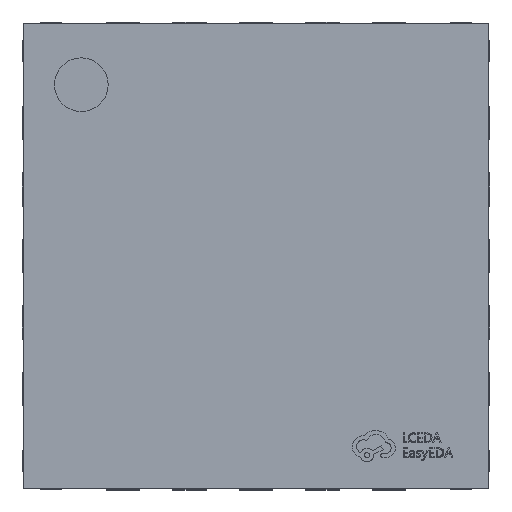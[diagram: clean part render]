
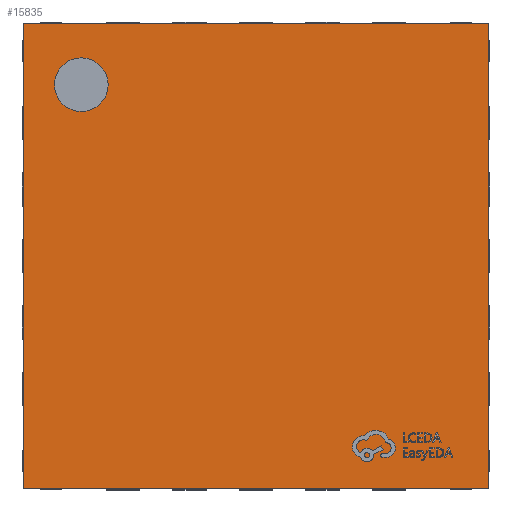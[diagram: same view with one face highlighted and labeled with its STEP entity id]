
A CAD part, top view. The second image highlights one B-rep face of the part: STEP entity #15835.
In plain terms, the highlighted planar face has unit normal (0, 0, 1).
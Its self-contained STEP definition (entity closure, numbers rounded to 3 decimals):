
#456 = FACE_BOUND ( 'NONE', #2522, .T. ) ;
#532 = CARTESIAN_POINT ( 'NONE',  ( 1.75, 1.75, 0.95 ) ) ;
#561 = CARTESIAN_POINT ( 'NONE',  ( -1.112, 1.287, 0.95 ) ) ;
#798 = DIRECTION ( 'NONE',  ( 0., -1., 0. ) ) ;
#947 = VECTOR ( 'NONE', #12407, 1000. ) ;
#1154 = CARTESIAN_POINT ( 'NONE',  ( 1.75, 1.75, 0.95 ) ) ;
#1178 = EDGE_LOOP ( 'NONE', ( #17337, #17183, #5773, #2034 ) ) ;
#1283 = DIRECTION ( 'NONE',  ( 1., 0., 0. ) ) ;
#1347 = DIRECTION ( 'NONE',  ( 1., 0., 0. ) ) ;
#2034 = ORIENTED_EDGE ( 'NONE', *, *, #13677, .T. ) ;
#2522 = EDGE_LOOP ( 'NONE', ( #3992, #12195 ) ) ;
#2604 = LINE ( 'NONE', #1154, #16453 ) ;
#2712 = FACE_OUTER_BOUND ( 'NONE', #1178, .T. ) ;
#2956 = DIRECTION ( 'NONE',  ( 0., 0., 1. ) ) ;
#3562 = CARTESIAN_POINT ( 'NONE',  ( -1.75, 1.75, 0.95 ) ) ;
#3575 = CARTESIAN_POINT ( 'NONE',  ( -1.75, 1.75, 0.95 ) ) ;
#3992 = ORIENTED_EDGE ( 'NONE', *, *, #6042, .F. ) ;
#4457 = VERTEX_POINT ( 'NONE', #3575 ) ;
#4676 = DIRECTION ( 'NONE',  ( 0., 1., 0. ) ) ;
#5426 = AXIS2_PLACEMENT_3D ( 'NONE', #22196, #2956, #1283 ) ;
#5773 = ORIENTED_EDGE ( 'NONE', *, *, #16778, .T. ) ;
#6042 = EDGE_CURVE ( 'NONE', #22561, #14223, #17733, .T. ) ;
#6956 = CARTESIAN_POINT ( 'NONE',  ( 1.75, -1.75, 0.95 ) ) ;
#7493 = DIRECTION ( 'NONE',  ( 0., 0., 1. ) ) ;
#7775 = DIRECTION ( 'NONE',  ( 1., 0., 0. ) ) ;
#8164 = AXIS2_PLACEMENT_3D ( 'NONE', #20095, #7493, #14628 ) ;
#10048 = VERTEX_POINT ( 'NONE', #532 ) ;
#10178 = CARTESIAN_POINT ( 'NONE',  ( -1.314, 1.287, 0.95 ) ) ;
#10512 = VERTEX_POINT ( 'NONE', #6956 ) ;
#10820 = CIRCLE ( 'NONE', #14585, 0.202 ) ;
#12195 = ORIENTED_EDGE ( 'NONE', *, *, #17427, .F. ) ;
#12296 = VECTOR ( 'NONE', #798, 1000. ) ;
#12407 = DIRECTION ( 'NONE',  ( -1., 0., 0. ) ) ;
#13248 = EDGE_CURVE ( 'NONE', #10048, #4457, #19770, .T. ) ;
#13652 = LINE ( 'NONE', #13987, #19648 ) ;
#13677 = EDGE_CURVE ( 'NONE', #18557, #10512, #13652, .T. ) ;
#13987 = CARTESIAN_POINT ( 'NONE',  ( -1.75, -1.75, 0.95 ) ) ;
#14223 = VERTEX_POINT ( 'NONE', #20275 ) ;
#14585 = AXIS2_PLACEMENT_3D ( 'NONE', #10178, #22688, #7775 ) ;
#14628 = DIRECTION ( 'NONE',  ( 1., 0., 0. ) ) ;
#15189 = CARTESIAN_POINT ( 'NONE',  ( -1.75, 1.75, 0.95 ) ) ;
#15835 = ADVANCED_FACE ( 'NONE', ( #456, #2712 ), #16380, .T. ) ;
#16380 = PLANE ( 'NONE',  #8164 ) ;
#16453 = VECTOR ( 'NONE', #4676, 1000. ) ;
#16778 = EDGE_CURVE ( 'NONE', #4457, #18557, #16826, .T. ) ;
#16826 = LINE ( 'NONE', #15189, #12296 ) ;
#17183 = ORIENTED_EDGE ( 'NONE', *, *, #13248, .T. ) ;
#17337 = ORIENTED_EDGE ( 'NONE', *, *, #17682, .T. ) ;
#17427 = EDGE_CURVE ( 'NONE', #14223, #22561, #10820, .T. ) ;
#17682 = EDGE_CURVE ( 'NONE', #10512, #10048, #2604, .T. ) ;
#17733 = CIRCLE ( 'NONE', #5426, 0.202 ) ;
#18557 = VERTEX_POINT ( 'NONE', #19558 ) ;
#19558 = CARTESIAN_POINT ( 'NONE',  ( -1.75, -1.75, 0.95 ) ) ;
#19648 = VECTOR ( 'NONE', #1347, 1000. ) ;
#19770 = LINE ( 'NONE', #3562, #947 ) ;
#20095 = CARTESIAN_POINT ( 'NONE',  ( 0., 0., 0.95 ) ) ;
#20275 = CARTESIAN_POINT ( 'NONE',  ( -1.516, 1.287, 0.95 ) ) ;
#22196 = CARTESIAN_POINT ( 'NONE',  ( -1.314, 1.287, 0.95 ) ) ;
#22561 = VERTEX_POINT ( 'NONE', #561 ) ;
#22688 = DIRECTION ( 'NONE',  ( 0., 0., 1. ) ) ;
